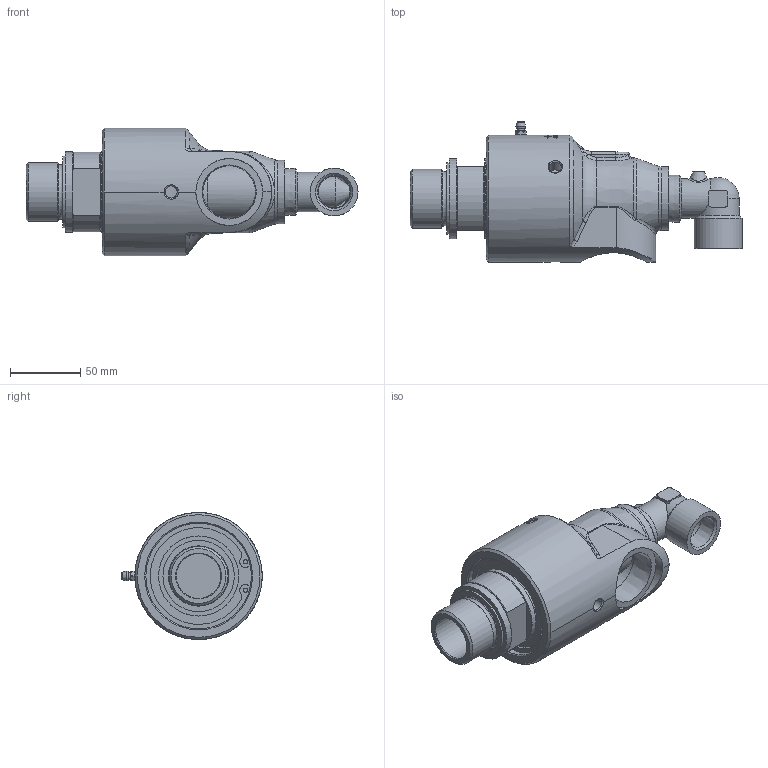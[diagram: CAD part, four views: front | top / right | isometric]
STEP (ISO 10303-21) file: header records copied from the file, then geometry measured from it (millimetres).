
FILE_DESCRIPTION(/* description */ (''),/* implementation_level */ '2;1');
FILE_NAME(/* name */ '525-000-054104-IC.stp',/* time_stamp */ '2020-05-13T11:15:05-05:00',/* author */ ('GALINDOLM'),/* organization */ (''),/* preprocessor_version */ 'ST-DEVELOPER v18',/* originating_system */ 'Autodesk Inventor 2020',/* authorisation */ '');
FILE_SCHEMA (('AUTOMOTIVE_DESIGN { 1 0 10303 214 3 1 1 }'));
Length unit declared in the file: millimetre
Products named in the file (1): 525-000-054104-IC
Bounding box: 236.23 x 99.91 x 90.5 mm (x, y, z)
Volume: 674545 mm3; surface area: 77009.4 mm2
Topology: 1 solids, 2 shells, 539 faces, 1447 edges, 960 vertices
Faces by surface type: bspline 230, plane 155, cylinder 93, cone 49, torus 11, sphere 1
Full cylindrical faces by diameter (mm): 2.005 x1, 3 x2, 3.5 x1, 5.359 x1, 8.6 x3, 22.631 x1, 28 x1, 31.8 x1, 34 x1, 41.91 x1, 42.9 x1, 47.6 x1, 50.05 x1, 50.8 x1, 57 x2, 75.08 x1
Entity records: 28050 total; most frequent: CARTESIAN_POINT 15401, ORIENTED_EDGE 2886, DIRECTION 2091, EDGE_CURVE 1443, VERTEX_POINT 960, AXIS2_PLACEMENT_3D 807, EDGE_LOOP 593, FACE_OUTER_BOUND 539
